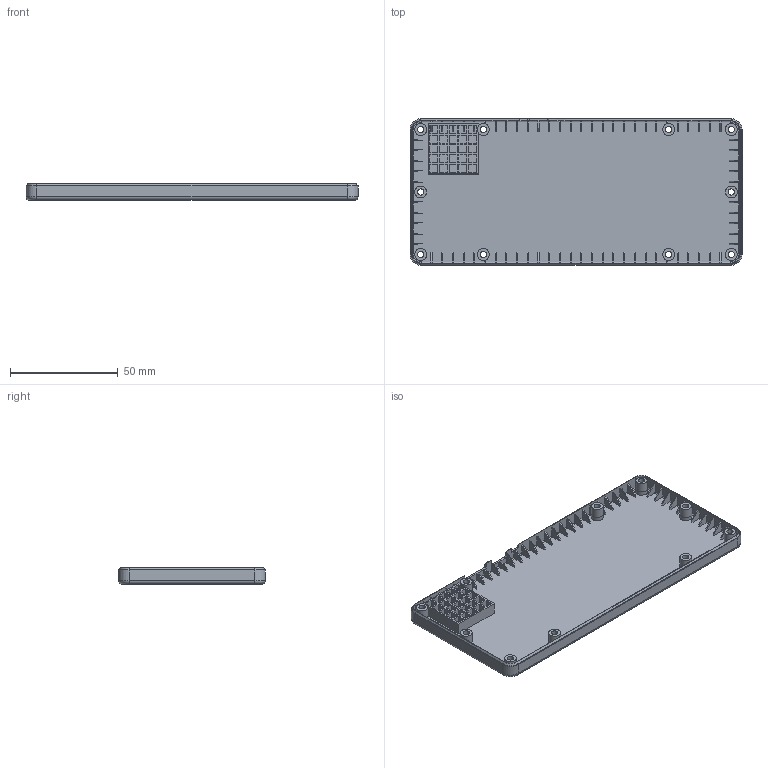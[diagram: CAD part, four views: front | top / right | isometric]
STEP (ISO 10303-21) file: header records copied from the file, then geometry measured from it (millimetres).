
FILE_DESCRIPTION(/* description */ (''),/* implementation_level */ '2;1');
FILE_NAME(/* name */ 'base.stp',/* time_stamp */ '2019-10-03T15:41:29+01:00',/* author */ ('jon'),/* organization */ (''),/* preprocessor_version */ 'ST-DEVELOPER v17',/* originating_system */ 'Autodesk Inventor 2019',/* authorisation */ '');
FILE_SCHEMA (('AUTOMOTIVE_DESIGN { 1 0 10303 214 3 1 1 }'));
Length unit declared in the file: millimetre
Products named in the file (1): base
Bounding box: 154 x 68 x 7.75 mm (x, y, z)
Volume: 18127.5 mm3; surface area: 33045.2 mm2
Topology: 1 solids, 1 shells, 770 faces, 2355 edges, 1739 vertices
Faces by surface type: plane 622, cylinder 126, torus 18, cone 4
Full cylindrical faces by diameter (mm): 2.9 x10, 5 x10, 5.5 x10
Entity records: 25778 total; most frequent: CARTESIAN_POINT 4803, ORIENTED_EDGE 4442, DIRECTION 4124, EDGE_CURVE 2221, LINE 1864, VECTOR 1864, VERTEX_POINT 1481, AXIS2_PLACEMENT_3D 1130
